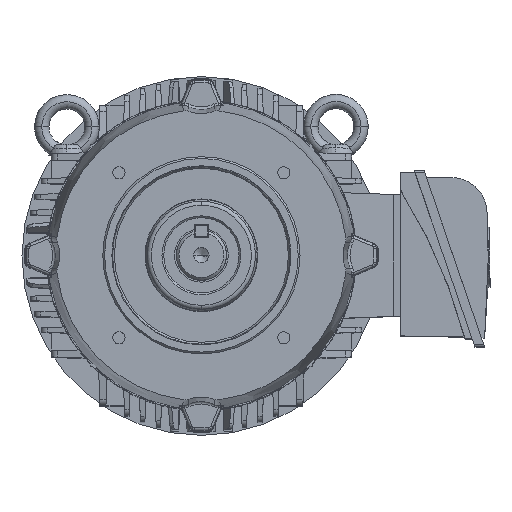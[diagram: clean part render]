
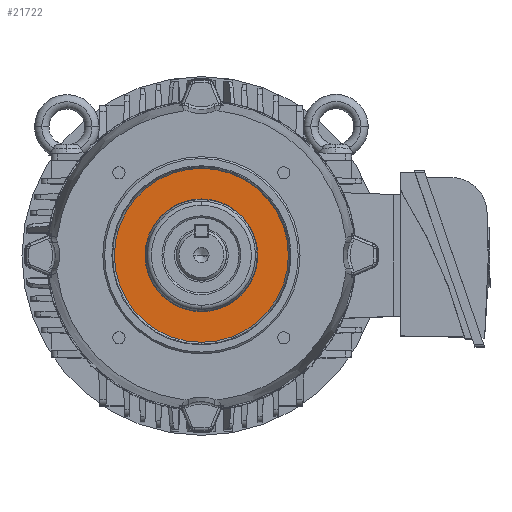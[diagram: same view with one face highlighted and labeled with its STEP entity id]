
A CAD part, top view. The second image highlights one B-rep face of the part: STEP entity #21722.
In plain terms, the highlighted face is planar.
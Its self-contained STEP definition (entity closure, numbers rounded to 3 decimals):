
#261 = PLANE ( 'NONE',  #287 ) ;
#287 = AXIS2_PLACEMENT_3D ( 'NONE', #14269, #38823, #28265 ) ;
#345 = EDGE_LOOP ( 'NONE', ( #575, #6873 ) ) ;
#575 = ORIENTED_EDGE ( 'NONE', *, *, #45087, .F. ) ;
#679 = ORIENTED_EDGE ( 'NONE', *, *, #31269, .T. ) ;
#1012 = ORIENTED_EDGE ( 'NONE', *, *, #28242, .T. ) ;
#2266 = AXIS2_PLACEMENT_3D ( 'NONE', #44208, #34358, #2906 ) ;
#2386 = CIRCLE ( 'NONE', #27303, 31.424 ) ;
#2906 = DIRECTION ( 'NONE',  ( 1., 0., 0. ) ) ;
#3482 = FACE_OUTER_BOUND ( 'NONE', #345, .T. ) ;
#4808 = DIRECTION ( 'NONE',  ( 0., 0., 1. ) ) ;
#5795 = CARTESIAN_POINT ( 'NONE',  ( 0., 0., -2. ) ) ;
#5939 = CIRCLE ( 'NONE', #2266, 48.525 ) ;
#6011 = CARTESIAN_POINT ( 'NONE',  ( 0., 48.525, -2. ) ) ;
#6567 = DIRECTION ( 'NONE',  ( -1., 0., 0. ) ) ;
#6873 = ORIENTED_EDGE ( 'NONE', *, *, #29358, .F. ) ;
#8249 = CARTESIAN_POINT ( 'NONE',  ( 0., 0., -2. ) ) ;
#8427 = VERTEX_POINT ( 'NONE', #6011 ) ;
#9149 = DIRECTION ( 'NONE',  ( 1., 0., 0. ) ) ;
#9783 = CARTESIAN_POINT ( 'NONE',  ( 0., 0., -2. ) ) ;
#10370 = AXIS2_PLACEMENT_3D ( 'NONE', #8249, #4808, #9149 ) ;
#12736 = EDGE_LOOP ( 'NONE', ( #1012, #679 ) ) ;
#13141 = DIRECTION ( 'NONE',  ( 0., 0., 1. ) ) ;
#14269 = CARTESIAN_POINT ( 'NONE',  ( 0., 0., -2. ) ) ;
#15300 = CARTESIAN_POINT ( 'NONE',  ( 0., -48.525, -2. ) ) ;
#20288 = VERTEX_POINT ( 'NONE', #21467 ) ;
#21457 = CARTESIAN_POINT ( 'NONE',  ( 0., -31.424, -2. ) ) ;
#21467 = CARTESIAN_POINT ( 'NONE',  ( 0., 31.424, -2. ) ) ;
#21722 = ADVANCED_FACE ( 'NONE', ( #3482, #31709 ), #261, .F. ) ;
#24211 = VERTEX_POINT ( 'NONE', #15300 ) ;
#27303 = AXIS2_PLACEMENT_3D ( 'NONE', #5795, #13141, #37477 ) ;
#28242 = EDGE_CURVE ( 'NONE', #20288, #33707, #29317, .T. ) ;
#28265 = DIRECTION ( 'NONE',  ( 1., 0., 0. ) ) ;
#29317 = CIRCLE ( 'NONE', #41024, 31.424 ) ;
#29358 = EDGE_CURVE ( 'NONE', #24211, #8427, #5939, .T. ) ;
#31269 = EDGE_CURVE ( 'NONE', #33707, #20288, #2386, .T. ) ;
#31709 = FACE_BOUND ( 'NONE', #12736, .T. ) ;
#33707 = VERTEX_POINT ( 'NONE', #21457 ) ;
#34358 = DIRECTION ( 'NONE',  ( 0., 0., 1. ) ) ;
#37477 = DIRECTION ( 'NONE',  ( -1., 0., 0. ) ) ;
#37561 = DIRECTION ( 'NONE',  ( 0., 0., 1. ) ) ;
#38823 = DIRECTION ( 'NONE',  ( 0., 0., 1. ) ) ;
#38944 = CIRCLE ( 'NONE', #10370, 48.525 ) ;
#41024 = AXIS2_PLACEMENT_3D ( 'NONE', #9783, #37561, #6567 ) ;
#44208 = CARTESIAN_POINT ( 'NONE',  ( 0., 0., -2. ) ) ;
#45087 = EDGE_CURVE ( 'NONE', #8427, #24211, #38944, .T. ) ;
